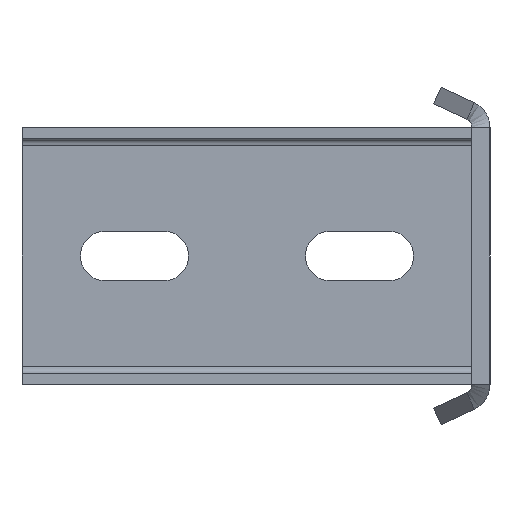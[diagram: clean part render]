
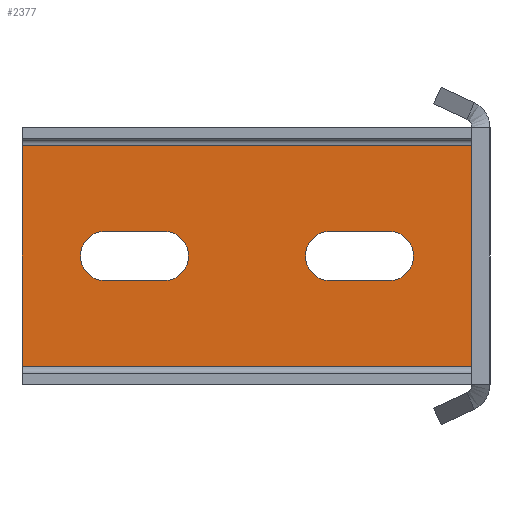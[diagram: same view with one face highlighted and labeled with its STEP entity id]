
A CAD part, left-side view. The second image highlights one B-rep face of the part: STEP entity #2377.
In plain terms, the highlighted face is planar.
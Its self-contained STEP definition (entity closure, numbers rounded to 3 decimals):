
#86 = DIRECTION ( 'NONE',  ( -1., 0., 0. ) ) ;
#117 = CIRCLE ( 'NONE', #2059, 5.5 ) ;
#150 = FACE_OUTER_BOUND ( 'NONE', #1642, .T. ) ;
#174 = DIRECTION ( 'NONE',  ( -1., 0., 0. ) ) ;
#187 = DIRECTION ( 'NONE',  ( 0., 0., -1. ) ) ;
#198 = DIRECTION ( 'NONE',  ( 0., 1., 0. ) ) ;
#210 = FACE_BOUND ( 'NONE', #1724, .T. ) ;
#217 = DIRECTION ( 'NONE',  ( 0., 0., -1. ) ) ;
#225 = EDGE_CURVE ( 'NONE', #1556, #2637, #2461, .T. ) ;
#232 = DIRECTION ( 'NONE',  ( -1., 0., 0. ) ) ;
#289 = VECTOR ( 'NONE', #317, 1000. ) ;
#309 = VERTEX_POINT ( 'NONE', #2473 ) ;
#317 = DIRECTION ( 'NONE',  ( 1., 0., 0. ) ) ;
#329 = CARTESIAN_POINT ( 'NONE',  ( 24.5, 100., -49.5 ) ) ;
#396 = EDGE_CURVE ( 'NONE', #487, #743, #1924, .T. ) ;
#420 = VECTOR ( 'NONE', #744, 1000. ) ;
#423 = CARTESIAN_POINT ( 'NONE',  ( 5.5, 81.5, -49.5 ) ) ;
#474 = DIRECTION ( 'NONE',  ( 0., -1., 0. ) ) ;
#487 = VERTEX_POINT ( 'NONE', #1910 ) ;
#499 = DIRECTION ( 'NONE',  ( 1., 0., 0. ) ) ;
#532 = EDGE_CURVE ( 'NONE', #309, #569, #1317, .T. ) ;
#567 = CARTESIAN_POINT ( 'NONE',  ( 5.5, 100., -49.5 ) ) ;
#569 = VERTEX_POINT ( 'NONE', #1550 ) ;
#583 = CARTESIAN_POINT ( 'NONE',  ( -5.5, 18.5, -49.5 ) ) ;
#588 = VECTOR ( 'NONE', #499, 1000. ) ;
#608 = DIRECTION ( 'NONE',  ( 0., 0., -1. ) ) ;
#611 = FACE_BOUND ( 'NONE', #1265, .T. ) ;
#665 = LINE ( 'NONE', #2320, #1718 ) ;
#722 = DIRECTION ( 'NONE',  ( 0., -1., 0. ) ) ;
#743 = VERTEX_POINT ( 'NONE', #1841 ) ;
#744 = DIRECTION ( 'NONE',  ( 0., -1., 0. ) ) ;
#792 = VERTEX_POINT ( 'NONE', #1732 ) ;
#794 = EDGE_CURVE ( 'NONE', #743, #1067, #840, .T. ) ;
#840 = CIRCLE ( 'NONE', #1368, 5.5 ) ;
#870 = ORIENTED_EDGE ( 'NONE', *, *, #225, .T. ) ;
#931 = EDGE_CURVE ( 'NONE', #964, #569, #1190, .T. ) ;
#945 = EDGE_CURVE ( 'NONE', #1312, #964, #2607, .T. ) ;
#964 = VERTEX_POINT ( 'NONE', #1139 ) ;
#967 = CARTESIAN_POINT ( 'NONE',  ( 5.5, 68.5, -49.5 ) ) ;
#1003 = EDGE_CURVE ( 'NONE', #1292, #487, #1410, .T. ) ;
#1022 = AXIS2_PLACEMENT_3D ( 'NONE', #2066, #217, #1862 ) ;
#1041 = ORIENTED_EDGE ( 'NONE', *, *, #945, .F. ) ;
#1067 = VERTEX_POINT ( 'NONE', #423 ) ;
#1080 = ORIENTED_EDGE ( 'NONE', *, *, #1465, .T. ) ;
#1129 = VERTEX_POINT ( 'NONE', #1713 ) ;
#1139 = CARTESIAN_POINT ( 'NONE',  ( 24.5, 100., -49.5 ) ) ;
#1140 = ORIENTED_EDGE ( 'NONE', *, *, #396, .T. ) ;
#1156 = ORIENTED_EDGE ( 'NONE', *, *, #1003, .T. ) ;
#1190 = LINE ( 'NONE', #329, #420 ) ;
#1230 = CARTESIAN_POINT ( 'NONE',  ( 0., 68.5, -49.5 ) ) ;
#1234 = CARTESIAN_POINT ( 'NONE',  ( 0., 100., -49.5 ) ) ;
#1236 = AXIS2_PLACEMENT_3D ( 'NONE', #1230, #608, #232 ) ;
#1265 = EDGE_LOOP ( 'NONE', ( #870, #1080, #1570, #2132 ) ) ;
#1274 = LINE ( 'NONE', #2514, #2589 ) ;
#1292 = VERTEX_POINT ( 'NONE', #967 ) ;
#1305 = ORIENTED_EDGE ( 'NONE', *, *, #2072, .T. ) ;
#1310 = CARTESIAN_POINT ( 'NONE',  ( 0., 81.5, -49.5 ) ) ;
#1312 = VERTEX_POINT ( 'NONE', #2588 ) ;
#1317 = LINE ( 'NONE', #2141, #588 ) ;
#1333 = LINE ( 'NONE', #567, #1845 ) ;
#1348 = EDGE_CURVE ( 'NONE', #792, #1556, #117, .T. ) ;
#1368 = AXIS2_PLACEMENT_3D ( 'NONE', #1310, #1892, #86 ) ;
#1410 = CIRCLE ( 'NONE', #1236, 5.5 ) ;
#1465 = EDGE_CURVE ( 'NONE', #2637, #1129, #2669, .T. ) ;
#1487 = ORIENTED_EDGE ( 'NONE', *, *, #2026, .T. ) ;
#1504 = ORIENTED_EDGE ( 'NONE', *, *, #794, .T. ) ;
#1550 = CARTESIAN_POINT ( 'NONE',  ( 24.5, 0., -49.5 ) ) ;
#1556 = VERTEX_POINT ( 'NONE', #583 ) ;
#1570 = ORIENTED_EDGE ( 'NONE', *, *, #2205, .T. ) ;
#1631 = CARTESIAN_POINT ( 'NONE',  ( -5.5, 100., -49.5 ) ) ;
#1642 = EDGE_LOOP ( 'NONE', ( #2278, #2213, #1041, #1305 ) ) ;
#1679 = VECTOR ( 'NONE', #2337, 1000. ) ;
#1694 = DIRECTION ( 'NONE',  ( 0., -1., 0. ) ) ;
#1713 = CARTESIAN_POINT ( 'NONE',  ( 5.5, 31.5, -49.5 ) ) ;
#1718 = VECTOR ( 'NONE', #474, 1000. ) ;
#1724 = EDGE_LOOP ( 'NONE', ( #1140, #1504, #1487, #1156 ) ) ;
#1732 = CARTESIAN_POINT ( 'NONE',  ( 5.5, 18.5, -49.5 ) ) ;
#1781 = CARTESIAN_POINT ( 'NONE',  ( 0., 18.5, -49.5 ) ) ;
#1785 = CARTESIAN_POINT ( 'NONE',  ( -5.5, 31.5, -49.5 ) ) ;
#1815 = PLANE ( 'NONE',  #2103 ) ;
#1841 = CARTESIAN_POINT ( 'NONE',  ( -5.5, 81.5, -49.5 ) ) ;
#1845 = VECTOR ( 'NONE', #722, 1000. ) ;
#1862 = DIRECTION ( 'NONE',  ( -1., 0., 0. ) ) ;
#1892 = DIRECTION ( 'NONE',  ( 0., 0., -1. ) ) ;
#1910 = CARTESIAN_POINT ( 'NONE',  ( -5.5, 68.5, -49.5 ) ) ;
#1924 = LINE ( 'NONE', #2088, #1679 ) ;
#2005 = DIRECTION ( 'NONE',  ( -1., 0., 0. ) ) ;
#2026 = EDGE_CURVE ( 'NONE', #1067, #1292, #1274, .T. ) ;
#2059 = AXIS2_PLACEMENT_3D ( 'NONE', #1781, #187, #174 ) ;
#2066 = CARTESIAN_POINT ( 'NONE',  ( 0., 31.5, -49.5 ) ) ;
#2072 = EDGE_CURVE ( 'NONE', #1312, #309, #665, .T. ) ;
#2088 = CARTESIAN_POINT ( 'NONE',  ( -5.5, 100., -49.5 ) ) ;
#2103 = AXIS2_PLACEMENT_3D ( 'NONE', #1234, #2635, #2005 ) ;
#2132 = ORIENTED_EDGE ( 'NONE', *, *, #1348, .T. ) ;
#2141 = CARTESIAN_POINT ( 'NONE',  ( 0., 0., -49.5 ) ) ;
#2153 = VECTOR ( 'NONE', #198, 1000. ) ;
#2205 = EDGE_CURVE ( 'NONE', #1129, #792, #1333, .T. ) ;
#2213 = ORIENTED_EDGE ( 'NONE', *, *, #931, .F. ) ;
#2278 = ORIENTED_EDGE ( 'NONE', *, *, #532, .T. ) ;
#2320 = CARTESIAN_POINT ( 'NONE',  ( -24.5, 100., -49.5 ) ) ;
#2337 = DIRECTION ( 'NONE',  ( 0., 1., 0. ) ) ;
#2377 = ADVANCED_FACE ( 'NONE', ( #611, #210, #150 ), #1815, .F. ) ;
#2461 = LINE ( 'NONE', #1631, #2153 ) ;
#2473 = CARTESIAN_POINT ( 'NONE',  ( -24.5, 0., -49.5 ) ) ;
#2514 = CARTESIAN_POINT ( 'NONE',  ( 5.5, 100., -49.5 ) ) ;
#2588 = CARTESIAN_POINT ( 'NONE',  ( -24.5, 100., -49.5 ) ) ;
#2589 = VECTOR ( 'NONE', #1694, 1000. ) ;
#2607 = LINE ( 'NONE', #2645, #289 ) ;
#2635 = DIRECTION ( 'NONE',  ( 0., 0., -1. ) ) ;
#2637 = VERTEX_POINT ( 'NONE', #1785 ) ;
#2645 = CARTESIAN_POINT ( 'NONE',  ( 0., 100., -49.5 ) ) ;
#2669 = CIRCLE ( 'NONE', #1022, 5.5 ) ;
